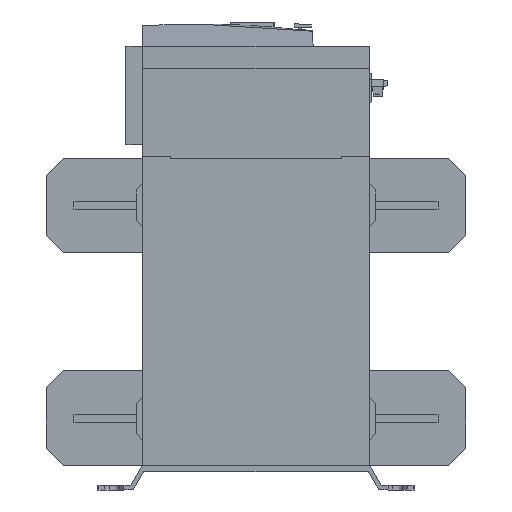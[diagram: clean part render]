
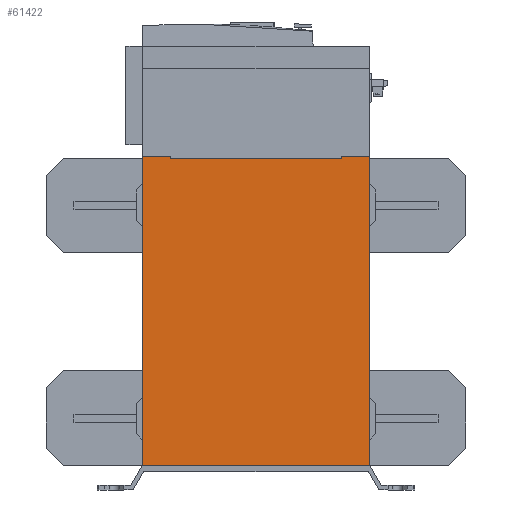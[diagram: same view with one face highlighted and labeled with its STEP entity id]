
A CAD part, left-side view. The second image highlights one B-rep face of the part: STEP entity #61422.
In plain terms, the highlighted planar face has unit normal (-1, 0, 0).
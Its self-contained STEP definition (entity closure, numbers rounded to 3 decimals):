
#49415=DIRECTION('',(0.,0.,-1.));
#49416=VECTOR('',#49415,272.1);
#49417=CARTESIAN_POINT('',(-180.,-100.,294.1));
#49418=LINE('',#49417,#49416);
#52085=DIRECTION('',(0.,-1.,0.));
#52086=VECTOR('',#52085,200.);
#52087=CARTESIAN_POINT('',(-180.,100.,22.));
#52088=LINE('',#52087,#52086);
#52092=DIRECTION('',(0.,1.,0.));
#52093=VECTOR('',#52092,24.5);
#52094=CARTESIAN_POINT('',(-180.,75.5,294.1));
#52095=LINE('',#52094,#52093);
#52099=DIRECTION('',(0.,0.,1.));
#52100=VECTOR('',#52099,2.);
#52101=CARTESIAN_POINT('',(-180.,75.5,292.1));
#52102=LINE('',#52101,#52100);
#52106=DIRECTION('',(0.,1.,0.));
#52107=VECTOR('',#52106,151.);
#52108=CARTESIAN_POINT('',(-180.,-75.5,292.1));
#52109=LINE('',#52108,#52107);
#52113=DIRECTION('',(0.,0.,-1.));
#52114=VECTOR('',#52113,2.);
#52115=CARTESIAN_POINT('',(-180.,-75.5,294.1));
#52116=LINE('',#52115,#52114);
#52120=DIRECTION('',(0.,1.,0.));
#52121=VECTOR('',#52120,24.5);
#52122=CARTESIAN_POINT('',(-180.,-100.,294.1));
#52123=LINE('',#52122,#52121);
#52848=DIRECTION('',(0.,0.,1.));
#52849=VECTOR('',#52848,272.1);
#52850=CARTESIAN_POINT('',(-180.,100.,22.));
#52851=LINE('',#52850,#52849);
#55886=CARTESIAN_POINT('',(-180.,-100.,294.1));
#55888=VERTEX_POINT('',#55886);
#55939=CARTESIAN_POINT('',(-180.,-75.5,294.1));
#55940=VERTEX_POINT('',#55939);
#55999=CARTESIAN_POINT('',(-180.,-75.5,292.1));
#56000=VERTEX_POINT('',#55999);
#56021=CARTESIAN_POINT('',(-180.,100.,294.1));
#56023=VERTEX_POINT('',#56021);
#56081=CARTESIAN_POINT('',(-180.,75.5,292.1));
#56082=VERTEX_POINT('',#56081);
#56103=CARTESIAN_POINT('',(-180.,75.5,294.1));
#56104=VERTEX_POINT('',#56103);
#57075=CARTESIAN_POINT('',(-180.,100.,22.));
#57076=CARTESIAN_POINT('',(-180.,-100.,22.));
#57077=VERTEX_POINT('',#57075);
#57078=VERTEX_POINT('',#57076);
#61401=CARTESIAN_POINT('',(-180.,0.,21.7));
#61402=DIRECTION('',(-1.,0.,0.));
#61403=DIRECTION('',(0.,0.,1.));
#61404=AXIS2_PLACEMENT_3D('',#61401,#61402,#61403);
#61405=PLANE('',#61404);
#61406=ORIENTED_EDGE('',*,*,#57168,.F.);
#61408=ORIENTED_EDGE('',*,*,#61407,.T.);
#61410=ORIENTED_EDGE('',*,*,#61409,.F.);
#61412=ORIENTED_EDGE('',*,*,#61411,.F.);
#61414=ORIENTED_EDGE('',*,*,#61413,.F.);
#61416=ORIENTED_EDGE('',*,*,#61415,.F.);
#61418=ORIENTED_EDGE('',*,*,#61417,.F.);
#61419=ORIENTED_EDGE('',*,*,#57233,.T.);
#61420=EDGE_LOOP('',(#61406,#61408,#61410,#61412,#61414,#61416,#61418,#61419));
#61421=FACE_OUTER_BOUND('',#61420,.F.);
#57168=EDGE_CURVE('',#57077,#57078,#52088,.T.);
#57233=EDGE_CURVE('',#55888,#57078,#49418,.T.);
#61407=EDGE_CURVE('',#57077,#56023,#52851,.T.);
#61409=EDGE_CURVE('',#56104,#56023,#52095,.T.);
#61411=EDGE_CURVE('',#56082,#56104,#52102,.T.);
#61413=EDGE_CURVE('',#56000,#56082,#52109,.T.);
#61415=EDGE_CURVE('',#55940,#56000,#52116,.T.);
#61417=EDGE_CURVE('',#55888,#55940,#52123,.T.);
#61422=ADVANCED_FACE('',(#61421),#61405,.T.);
